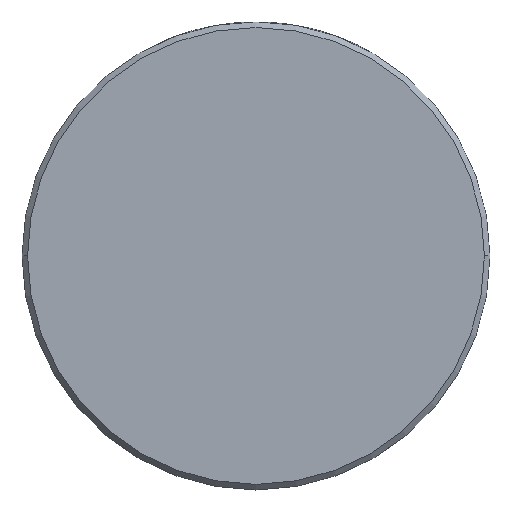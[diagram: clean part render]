
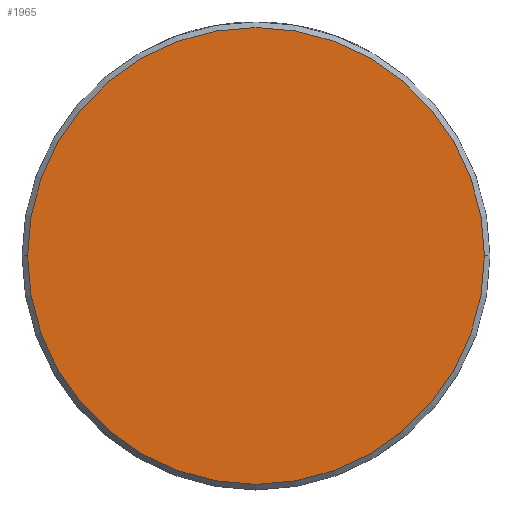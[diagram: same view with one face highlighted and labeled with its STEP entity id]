
A CAD part, top view. The second image highlights one B-rep face of the part: STEP entity #1965.
In plain terms, the highlighted planar face has unit normal (0, 0, 1).
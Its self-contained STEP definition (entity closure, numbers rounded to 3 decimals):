
#941 = DIRECTION ( 'NONE',  ( 0., 0., 1. ) ) ;
#956 = CARTESIAN_POINT ( 'NONE',  ( 0., -39.684, 1.6 ) ) ;
#973 = FACE_OUTER_BOUND ( 'NONE', #1964, .T. ) ;
#974 = DIRECTION ( 'NONE',  ( 1., 0., 0. ) ) ;
#1055 = AXIS2_PLACEMENT_3D ( 'NONE', #956, #941, #974 ) ;
#1094 = PLANE ( 'NONE',  #1055 ) ;
#1149 = DIRECTION ( 'NONE',  ( 0., 0., 1. ) ) ;
#1222 = DIRECTION ( 'NONE',  ( 1., 0., 0. ) ) ;
#1223 = AXIS2_PLACEMENT_3D ( 'NONE', #1235, #1149, #1222 ) ;
#1235 = CARTESIAN_POINT ( 'NONE',  ( 0., 0., 1.6 ) ) ;
#1256 = CIRCLE ( 'NONE', #1223, 12.4 ) ;
#1289 = EDGE_CURVE ( 'NONE', #1315, #1293, #1992, .T. ) ;
#1293 = VERTEX_POINT ( 'NONE', #2229 ) ;
#1315 = VERTEX_POINT ( 'NONE', #2423 ) ;
#1964 = EDGE_LOOP ( 'NONE', ( #1966, #2057 ) ) ;
#1965 = ADVANCED_FACE ( 'NONE', ( #973 ), #1094, .T. ) ;
#1966 = ORIENTED_EDGE ( 'NONE', *, *, #2171, .T. ) ;
#1992 = CIRCLE ( 'NONE', #1993, 12.4 ) ;
#1993 = AXIS2_PLACEMENT_3D ( 'NONE', #2046, #2094, #2087 ) ;
#2046 = CARTESIAN_POINT ( 'NONE',  ( 0., 0., 1.6 ) ) ;
#2057 = ORIENTED_EDGE ( 'NONE', *, *, #1289, .T. ) ;
#2087 = DIRECTION ( 'NONE',  ( 1., 0., 0. ) ) ;
#2094 = DIRECTION ( 'NONE',  ( 0., 0., 1. ) ) ;
#2171 = EDGE_CURVE ( 'NONE', #1293, #1315, #1256, .T. ) ;
#2229 = CARTESIAN_POINT ( 'NONE',  ( -12.4, 0., 1.6 ) ) ;
#2423 = CARTESIAN_POINT ( 'NONE',  ( 12.4, 0., 1.6 ) ) ;
